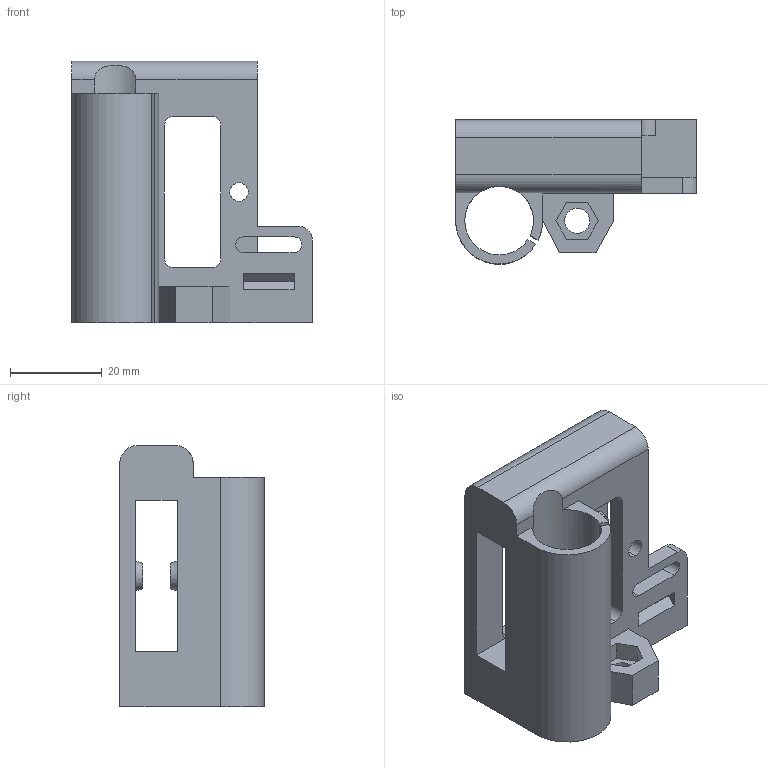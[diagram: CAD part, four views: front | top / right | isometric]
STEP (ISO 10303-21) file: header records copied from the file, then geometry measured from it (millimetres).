
FILE_DESCRIPTION (( 'STEP AP203' ), '1' );
FILE_NAME ('X-ENDIDLER.STEP' );
FILE_SCHEMA (( 'CONFIG_CONTROL_DESIGN' ));
Length unit declared in the file: millimetre
Products named in the file (1): X-ENDIDLER
Bounding box: 52.5 x 31.5 x 57 mm (x, y, z)
Volume: 27742.1 mm3; surface area: 14032.1 mm2
Topology: 1 solids, 1 shells, 73 faces, 210 edges, 140 vertices
Faces by surface type: plane 44, cylinder 25, cone 4
Entity records: 2545 total; most frequent: CARTESIAN_POINT 463, ORIENTED_EDGE 420, DIRECTION 416, EDGE_CURVE 210, LINE 150, VECTOR 150, VERTEX_POINT 140, AXIS2_PLACEMENT_3D 133
